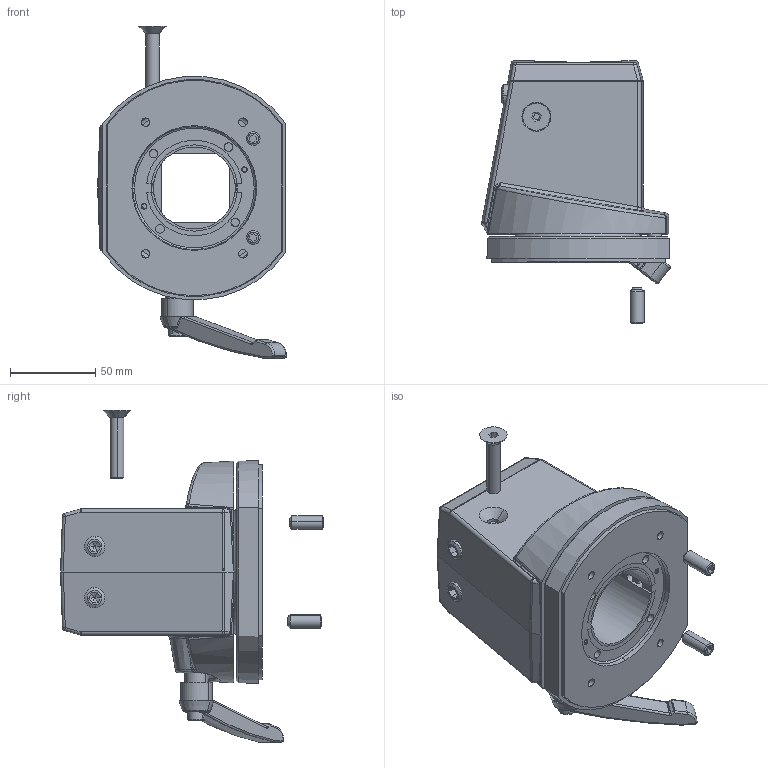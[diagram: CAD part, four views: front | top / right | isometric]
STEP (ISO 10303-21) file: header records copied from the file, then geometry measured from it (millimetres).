
FILE_DESCRIPTION (( 'STEP AP214' ), '1' );
FILE_NAME ('49517700.STEP', '2008-04-10T13:37:46', ( 'baramundi Management Suite Install User' ), ( 'ROSE Systemtechnik GmbH' ), 'SwSTEP 2.0', 'SolidWorks 2008', '' );
FILE_SCHEMA (( 'AUTOMOTIVE_DESIGN' ));
Length unit declared in the file: millimetre
Products named in the file (21): 83003_Standard; 93501_Standard; 93065_Standard; 82133_Standard; 93204_Standard; 12402_Standard; 49517700; 94655_Standard; 12404_Standard; 12404 _Standard; 84085_Standard; 94654_Standard; 84084_Standard; 82114_Standard; 82132_Standard; 94553_Standard; 12545_Standard; 93113_Standard; 93290_Standard; 94656_Standard
Assembly tree (23 placements, depth 3):
  49517700
    93113_Standard  x2
    94655_Standard
    93204_Standard  x2
    12402_Standard
      12402_Standard
    93065_Standard  x2
    94656_Standard
    94553_Standard
    84084_Standard
    12404 _Standard
      12404_Standard
    82133_Standard
    82114_Standard
    12545_Standard
    83003_Standard
    84085_Standard
    82132_Standard
    94654_Standard
    93290_Standard
    93501_Standard
Bounding box: 110.48 x 153.91 x 194.33 mm (x, y, z)
Volume: 636276.3 mm3; surface area: 185182.1 mm2
Topology: 21 solids, 21 shells, 1309 faces, 3264 edges, 2063 vertices
Faces by surface type: plane 442, bspline 427, cylinder 268, cone 102, torus 36, sphere 34
Entity records: 65540 total; most frequent: CARTESIAN_POINT 38336, ORIENTED_EDGE 6272, DIRECTION 4129, EDGE_CURVE 3136, VERTEX_POINT 1998, AXIS2_PLACEMENT_3D 1576, EDGE_LOOP 1422, B_SPLINE_CURVE_WITH_KNOTS 1323
